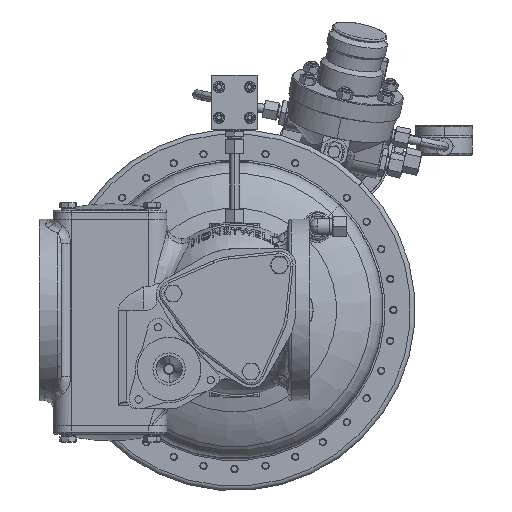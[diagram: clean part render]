
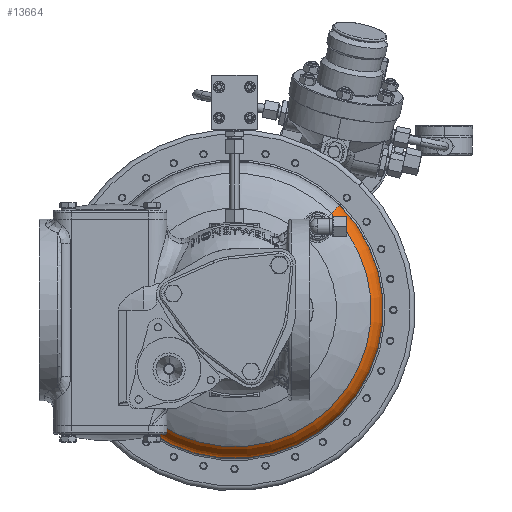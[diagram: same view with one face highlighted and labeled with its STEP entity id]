
A CAD part, front view. The second image highlights one B-rep face of the part: STEP entity #13664.
In plain terms, the highlighted toroidal (fillet/blend) face has major radius 133.719 mm and minor radius 30 mm.
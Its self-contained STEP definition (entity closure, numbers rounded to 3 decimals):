
#955 = VERTEX_POINT ( 'NONE', #98353 ) ;
#3622 = ORIENTED_EDGE ( 'NONE', *, *, #18697, .T. ) ;
#4789 = DIRECTION ( 'NONE',  ( -0.707, 0., 0.707 ) ) ;
#6455 = EDGE_LOOP ( 'NONE', ( #87971, #3622, #74116, #127144 ) ) ;
#8261 = DIRECTION ( 'NONE',  ( -0.707, 0., -0.707 ) ) ;
#11579 = DIRECTION ( 'NONE',  ( 0., 1., 0. ) ) ;
#12214 = DIRECTION ( 'NONE',  ( -0.707, 0., -0.707 ) ) ;
#13664 = ADVANCED_FACE ( 'Defeature ausgef�hrt1_17', ( #58392 ), #51029, .T. ) ;
#16158 = VERTEX_POINT ( 'NONE', #61496 ) ;
#17938 = VERTEX_POINT ( 'NONE', #81862 ) ;
#18697 = EDGE_CURVE ( 'Defeature ausgef�hrt1_17+Defeature ausgef�hrt1_14+Defeature ausgef�hrt1_14+Defeature ausgef�hrt1_14', #95723, #955, #99230, .T. ) ;
#19160 = AXIS2_PLACEMENT_3D ( 'NONE', #105112, #95406, #74310 ) ;
#22234 = AXIS2_PLACEMENT_3D ( 'NONE', #37764, #96861, #8261 ) ;
#22371 = DIRECTION ( 'NONE',  ( -0.707, 0., -0.707 ) ) ;
#27384 = AXIS2_PLACEMENT_3D ( 'NONE', #78345, #117525, #22371 ) ;
#37764 = CARTESIAN_POINT ( 'NONE',  ( 0., 213.383, 0. ) ) ;
#43292 = AXIS2_PLACEMENT_3D ( 'NONE', #64532, #4789, #43976 ) ;
#43379 = CIRCLE ( 'NONE', #43292, 30. ) ;
#43976 = DIRECTION ( 'NONE',  ( 0.707, 0., 0.707 ) ) ;
#51029 = TOROIDAL_SURFACE ( 'NONE', #22234, 133.719, 30. ) ;
#52098 = CARTESIAN_POINT ( 'NONE',  ( 0., 210.768, 0. ) ) ;
#58392 = FACE_OUTER_BOUND ( 'NONE', #6455, .T. ) ;
#61496 = CARTESIAN_POINT ( 'NONE',  ( 115.686, 210.768, 115.686 ) ) ;
#64532 = CARTESIAN_POINT ( 'NONE',  ( 94.554, 213.383, 94.554 ) ) ;
#71192 = EDGE_CURVE ( 'Defeature ausgef�hrt1_18+Defeature ausgef�hrt1_17+Defeature ausgef�hrt1_17+Defeature ausgef�hrt1_17', #16158, #17938, #107909, .T. ) ;
#74116 = ORIENTED_EDGE ( 'NONE', *, *, #121129, .T. ) ;
#74310 = DIRECTION ( 'NONE',  ( -0.707, 0., -0.707 ) ) ;
#78345 = CARTESIAN_POINT ( 'NONE',  ( -94.554, 213.383, -94.554 ) ) ;
#81862 = CARTESIAN_POINT ( 'NONE',  ( -115.686, 210.768, -115.686 ) ) ;
#87971 = ORIENTED_EDGE ( 'NONE', *, *, #99513, .F. ) ;
#95050 = CIRCLE ( 'NONE', #27384, 30. ) ;
#95406 = DIRECTION ( 'NONE',  ( 0., 1., 0. ) ) ;
#95723 = VERTEX_POINT ( 'NONE', #113669 ) ;
#96861 = DIRECTION ( 'NONE',  ( 0., 1., 0. ) ) ;
#98353 = CARTESIAN_POINT ( 'NONE',  ( -106.525, 188.616, -106.525 ) ) ;
#99230 = CIRCLE ( 'NONE', #19160, 150.649 ) ;
#99513 = EDGE_CURVE ( 'NONE', #95723, #16158, #43379, .T. ) ;
#105112 = CARTESIAN_POINT ( 'NONE',  ( 0., 188.616, 0. ) ) ;
#107909 = CIRCLE ( 'NONE', #118165, 163.605 ) ;
#113669 = CARTESIAN_POINT ( 'NONE',  ( 106.525, 188.616, 106.525 ) ) ;
#117525 = DIRECTION ( 'NONE',  ( 0.707, 0., -0.707 ) ) ;
#118165 = AXIS2_PLACEMENT_3D ( 'NONE', #52098, #11579, #12214 ) ;
#121129 = EDGE_CURVE ( 'NONE', #955, #17938, #95050, .T. ) ;
#127144 = ORIENTED_EDGE ( 'NONE', *, *, #71192, .F. ) ;
